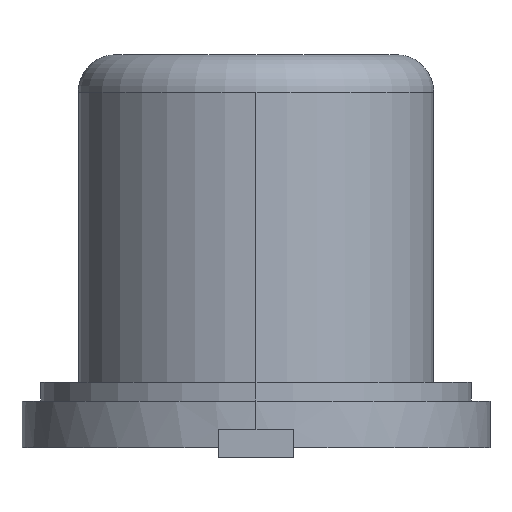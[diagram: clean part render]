
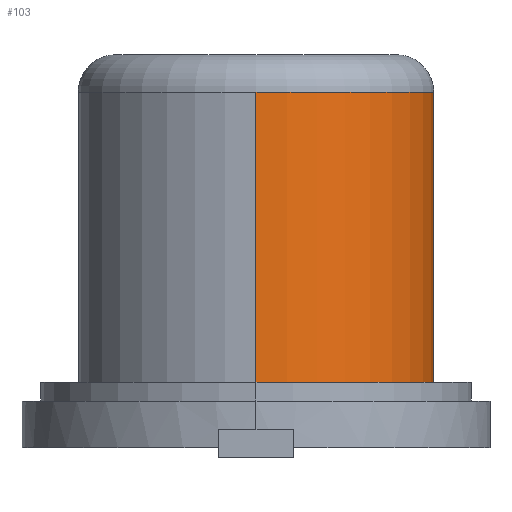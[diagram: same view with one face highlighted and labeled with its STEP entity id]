
A CAD part, left-side view. The second image highlights one B-rep face of the part: STEP entity #103.
In plain terms, the highlighted cylindrical face has radius 1.9 mm (diameter 3.8 mm), a partial arc.
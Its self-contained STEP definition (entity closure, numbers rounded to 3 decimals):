
#103 = ADVANCED_FACE('',(#104),#140,.T.);
#104 = FACE_BOUND('',#105,.T.);
#105 = EDGE_LOOP('',(#106,#117,#125,#134));
#106 = ORIENTED_EDGE('',*,*,#107,.T.);
#107 = EDGE_CURVE('',#108,#110,#112,.T.);
#108 = VERTEX_POINT('',#109);
#109 = CARTESIAN_POINT('',(-4.02,-1.9,3.9));
#110 = VERTEX_POINT('',#111);
#111 = CARTESIAN_POINT('',(-5.92,0.,3.9));
#112 = CIRCLE('',#113,1.9);
#113 = AXIS2_PLACEMENT_3D('',#114,#115,#116);
#114 = CARTESIAN_POINT('',(-4.02,0.,3.9));
#115 = DIRECTION('',(0.,0.,-1.));
#116 = DIRECTION('',(1.,0.,0.));
#117 = ORIENTED_EDGE('',*,*,#118,.T.);
#118 = EDGE_CURVE('',#110,#119,#121,.T.);
#119 = VERTEX_POINT('',#120);
#120 = CARTESIAN_POINT('',(-5.92,0.,0.8));
#121 = LINE('',#122,#123);
#122 = CARTESIAN_POINT('',(-5.92,0.,4.3));
#123 = VECTOR('',#124,1.);
#124 = DIRECTION('',(0.,0.,-1.));
#125 = ORIENTED_EDGE('',*,*,#126,.T.);
#126 = EDGE_CURVE('',#119,#127,#129,.T.);
#127 = VERTEX_POINT('',#128);
#128 = CARTESIAN_POINT('',(-4.02,-1.9,0.8));
#129 = CIRCLE('',#130,1.9);
#130 = AXIS2_PLACEMENT_3D('',#131,#132,#133);
#131 = CARTESIAN_POINT('',(-4.02,0.,0.8));
#132 = DIRECTION('',(0.,0.,1.));
#133 = DIRECTION('',(1.,0.,0.));
#134 = ORIENTED_EDGE('',*,*,#135,.F.);
#135 = EDGE_CURVE('',#108,#127,#136,.T.);
#136 = LINE('',#137,#138);
#137 = CARTESIAN_POINT('',(-4.02,-1.9,4.3));
#138 = VECTOR('',#139,1.);
#139 = DIRECTION('',(0.,0.,-1.));
#140 = CYLINDRICAL_SURFACE('',#141,1.9);
#141 = AXIS2_PLACEMENT_3D('',#142,#143,#144);
#142 = CARTESIAN_POINT('',(-4.02,0.,4.3));
#143 = DIRECTION('',(0.,0.,-1.));
#144 = DIRECTION('',(-1.,0.,0.));
